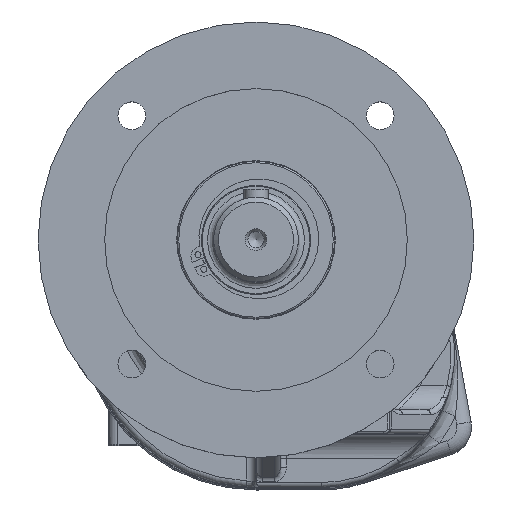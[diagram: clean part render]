
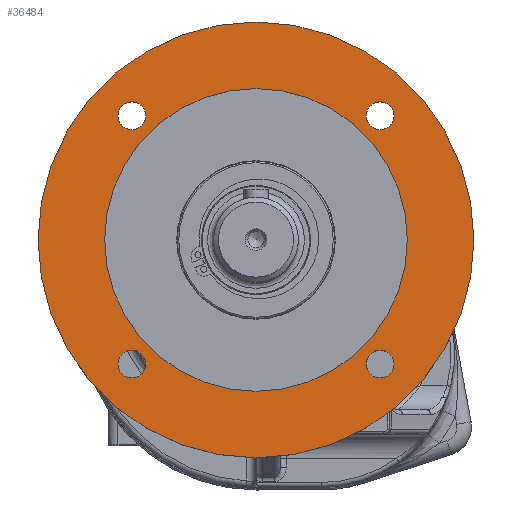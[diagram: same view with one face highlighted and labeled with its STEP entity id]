
A CAD part, top view. The second image highlights one B-rep face of the part: STEP entity #36484.
In plain terms, the highlighted planar face has unit normal (0, 0, 1).
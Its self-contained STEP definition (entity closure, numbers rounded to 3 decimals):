
#36409=CARTESIAN_POINT('',(0.,78.08,200.4));
#36410=VERTEX_POINT('',#36409);
#36411=CARTESIAN_POINT('',(0.,15.58,200.4));
#36412=DIRECTION('',(0.0,0.0,-1.0));
#36413=DIRECTION('',(0.0,1.0,0.0));
#36414=AXIS2_PLACEMENT_3D('',#36411,#36412,#36413);
#36415=CIRCLE('',#36414,62.5);
#36416=EDGE_CURVE('',#36410,#36410,#36415,.T.);
#36421=CARTESIAN_POINT('',(0.,91.83,200.4));
#36422=DIRECTION('',(0.0,0.0,-1.0));
#36423=DIRECTION('',(-1.0,0.0,0.0));
#36424=AXIS2_PLACEMENT_3D('',#36421,#36422,#36423);
#36425=PLANE('',#36424);
#36426=CARTESIAN_POINT('',(0.,105.58,200.4));
#36427=VERTEX_POINT('',#36426);
#36428=CARTESIAN_POINT('',(0.,15.58,200.4));
#36429=DIRECTION('',(0.0,0.0,-1.0));
#36430=DIRECTION('',(0.0,1.0,0.0));
#36431=AXIS2_PLACEMENT_3D('',#36428,#36429,#36430);
#36432=CIRCLE('',#36431,90.);
#36433=EDGE_CURVE('',#36427,#36427,#36432,.T.);
#36434=ORIENTED_EDGE('',*,*,#36433,.F.);
#36435=EDGE_LOOP('',(#36434));
#36436=FACE_OUTER_BOUND('',#36435,.T.);
#36437=CARTESIAN_POINT('',(51.265,-41.435,200.4));
#36438=VERTEX_POINT('',#36437);
#36439=CARTESIAN_POINT('',(51.265,-35.685,200.4));
#36440=DIRECTION('',(0.0,0.0,-1.0));
#36441=DIRECTION('',(0.0,1.0,0.0));
#36442=AXIS2_PLACEMENT_3D('',#36439,#36440,#36441);
#36443=CIRCLE('',#36442,5.75);
#36444=EDGE_CURVE('',#36438,#36438,#36443,.T.);
#36445=ORIENTED_EDGE('',*,*,#36444,.T.);
#36446=EDGE_LOOP('',(#36445));
#36447=FACE_BOUND('',#36446,.T.);
#36448=CARTESIAN_POINT('',(51.265,61.095,200.4));
#36449=VERTEX_POINT('',#36448);
#36450=CARTESIAN_POINT('',(51.265,66.845,200.4));
#36451=DIRECTION('',(0.0,0.0,-1.0));
#36452=DIRECTION('',(0.0,1.0,0.0));
#36453=AXIS2_PLACEMENT_3D('',#36450,#36451,#36452);
#36454=CIRCLE('',#36453,5.75);
#36455=EDGE_CURVE('',#36449,#36449,#36454,.T.);
#36456=ORIENTED_EDGE('',*,*,#36455,.T.);
#36457=EDGE_LOOP('',(#36456));
#36458=FACE_BOUND('',#36457,.T.);
#36459=CARTESIAN_POINT('',(-51.265,-41.435,200.4));
#36460=VERTEX_POINT('',#36459);
#36461=CARTESIAN_POINT('',(-51.265,-35.685,200.4));
#36462=DIRECTION('',(0.0,0.0,-1.0));
#36463=DIRECTION('',(0.0,1.0,0.0));
#36464=AXIS2_PLACEMENT_3D('',#36461,#36462,#36463);
#36465=CIRCLE('',#36464,5.75);
#36466=EDGE_CURVE('',#36460,#36460,#36465,.T.);
#36467=ORIENTED_EDGE('',*,*,#36466,.T.);
#36468=EDGE_LOOP('',(#36467));
#36469=FACE_BOUND('',#36468,.T.);
#36470=CARTESIAN_POINT('',(-51.265,61.095,200.4));
#36471=VERTEX_POINT('',#36470);
#36472=CARTESIAN_POINT('',(-51.265,66.845,200.4));
#36473=DIRECTION('',(0.0,0.0,-1.0));
#36474=DIRECTION('',(0.0,1.0,0.0));
#36475=AXIS2_PLACEMENT_3D('',#36472,#36473,#36474);
#36476=CIRCLE('',#36475,5.75);
#36477=EDGE_CURVE('',#36471,#36471,#36476,.T.);
#36478=ORIENTED_EDGE('',*,*,#36477,.T.);
#36479=EDGE_LOOP('',(#36478));
#36480=FACE_BOUND('',#36479,.T.);
#36481=ORIENTED_EDGE('',*,*,#36416,.T.);
#36482=EDGE_LOOP('',(#36481));
#36483=FACE_BOUND('',#36482,.T.);
#36484=ADVANCED_FACE('',(#36436,#36447,#36458,#36469,#36480,#36483),#36425,.F.);
